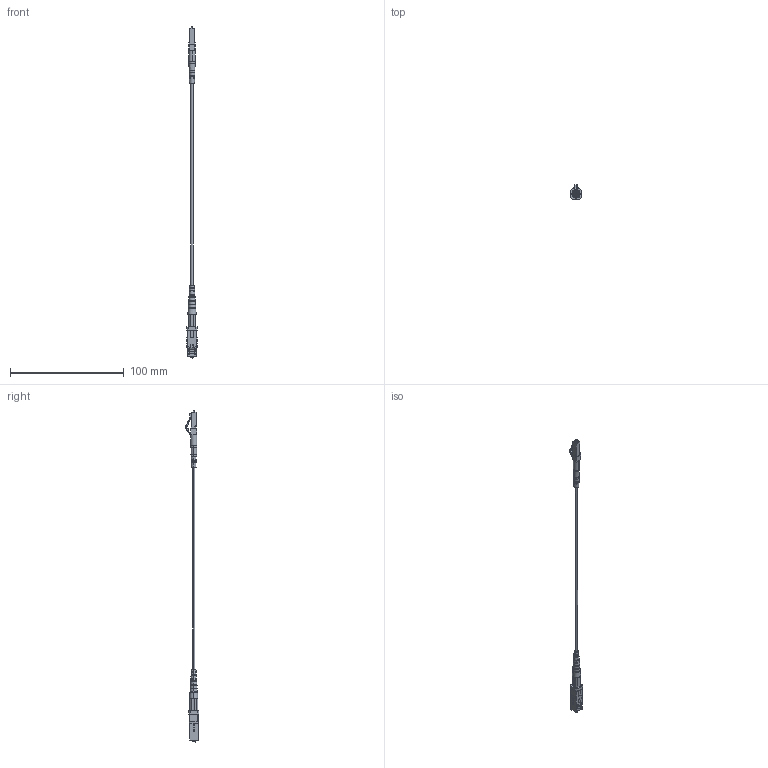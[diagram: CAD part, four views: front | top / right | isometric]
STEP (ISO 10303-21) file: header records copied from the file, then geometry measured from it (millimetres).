
FILE_DESCRIPTION (( 'STEP AP203' ), '1' );
FILE_NAME ('FCA-S2SR-LCASCA_3D.STEP', '2021-10-04T20:13:35', ( '' ), ( '' ), 'SwSTEP 2.0', 'SolidWorks 2021', '' );
FILE_SCHEMA (( 'CONFIG_CONTROL_DESIGN' ));
Length unit declared in the file: inch
Products named in the file (10): CONN-95-200-08-BP3B MA3^1AF04-011_FCA-S2SR-LCASCA; 1AF04-011-MA1^1AF04-011_FCA-S2SR-LCASCA; Fiber Coax^FCA-S2SR-LCASCA; 1AF04-011^FCA-S2SR-LCASCA; 1AF02-003-MA2^1AF02-003_FCA-S2SR-LCASCA; CONN-95-200-08-BP3B MA4^1AF04-011_FCA-S2SR-LCASCA; FCA-S2SR-LCASCA_3D; CONN-95-200-08-BP3B MA2^1AF04-011_FCA-S2SR-LCASCA; 1AF02-003^FCA-S2SR-LCASCA; 1AF02-003-MA1^1AF02-003_FCA-S2SR-LCASCA
Assembly tree (9 placements, depth 3):
  FCA-S2SR-LCASCA_3D
    Fiber Coax^FCA-S2SR-LCASCA
    1AF02-003^FCA-S2SR-LCASCA
      1AF02-003-MA1^1AF02-003_FCA-S2SR-LCASCA
      1AF02-003-MA2^1AF02-003_FCA-S2SR-LCASCA
    1AF04-011^FCA-S2SR-LCASCA
      CONN-95-200-08-BP3B MA2^1AF04-011_FCA-S2SR-LCASCA
      1AF04-011-MA1^1AF04-011_FCA-S2SR-LCASCA
      CONN-95-200-08-BP3B MA4^1AF04-011_FCA-S2SR-LCASCA
      CONN-95-200-08-BP3B MA3^1AF04-011_FCA-S2SR-LCASCA
Bounding box: 8.89 x 11.93 x 292.52 mm (x, y, z)
Volume: 3087.8 mm3; surface area: 6646.1 mm2
Topology: 8 solids, 8 shells, 505 faces, 1395 edges, 876 vertices
Faces by surface type: plane 316, cylinder 132, sphere 22, torus 20, cone 12, bspline 3
Entity records: 17595 total; most frequent: CARTESIAN_POINT 3619, ORIENTED_EDGE 2746, DIRECTION 2665, EDGE_CURVE 1373, AXIS2_PLACEMENT_3D 910, VERTEX_POINT 876, VECTOR 845, LINE 845
